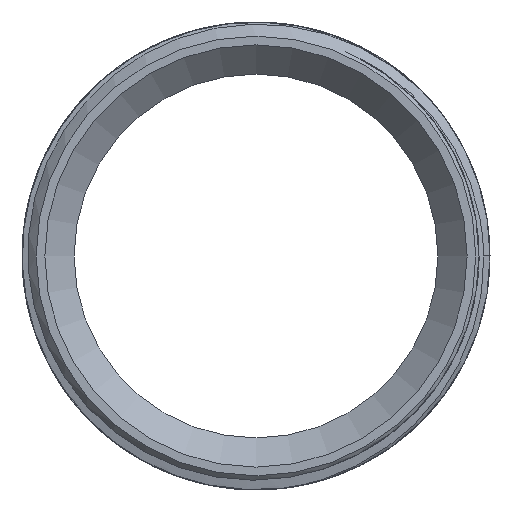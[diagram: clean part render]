
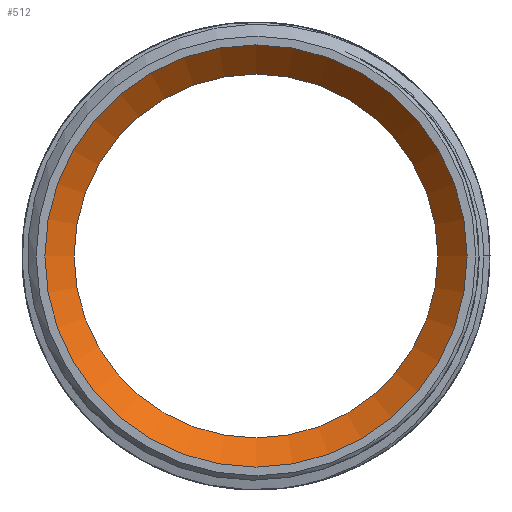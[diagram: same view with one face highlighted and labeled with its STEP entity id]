
A CAD part, left-side view. The second image highlights one B-rep face of the part: STEP entity #512.
In plain terms, the highlighted conical face has half-angle 45 degrees and reference radius 32.512 mm.
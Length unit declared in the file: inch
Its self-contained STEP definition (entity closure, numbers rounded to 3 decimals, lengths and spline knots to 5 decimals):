
#32=CONICAL_SURFACE('',#576,1.28,0.785);
#61=FACE_OUTER_BOUND('',#93,.T.);
#93=EDGE_LOOP('',(#453,#454,#455,#456));
#108=CIRCLE('',#563,1.185);
#115=CIRCLE('',#577,1.375);
#172=LINE('',#4403,#188);
#188=VECTOR('',#676,1.28);
#227=VERTEX_POINT('',#1424);
#239=VERTEX_POINT('',#4402);
#291=EDGE_CURVE('',#227,#227,#108,.T.);
#314=EDGE_CURVE('',#227,#239,#172,.T.);
#315=EDGE_CURVE('',#239,#239,#115,.T.);
#453=ORIENTED_EDGE('',*,*,#291,.T.);
#454=ORIENTED_EDGE('',*,*,#314,.T.);
#455=ORIENTED_EDGE('',*,*,#315,.F.);
#456=ORIENTED_EDGE('',*,*,#314,.F.);
#512=ADVANCED_FACE('',(#61),#32,.F.);
#563=AXIS2_PLACEMENT_3D('',#1426,#648,#649);
#576=AXIS2_PLACEMENT_3D('',#4401,#674,#675);
#577=AXIS2_PLACEMENT_3D('',#4404,#677,#678);
#648=DIRECTION('center_axis',(1.,0.,0.));
#649=DIRECTION('ref_axis',(0.,0.,-1.));
#674=DIRECTION('center_axis',(-1.,0.,0.));
#675=DIRECTION('ref_axis',(0.,1.,0.));
#676=DIRECTION('',(-0.707,-0.707,0.));
#677=DIRECTION('center_axis',(1.,0.,0.));
#678=DIRECTION('ref_axis',(0.,0.,-1.));
#1424=CARTESIAN_POINT('',(0.19,-1.185,0.));
#1426=CARTESIAN_POINT('Origin',(0.19,0.,0.));
#4401=CARTESIAN_POINT('Origin',(0.095,0.,0.));
#4402=CARTESIAN_POINT('',(0.,-1.375,0.));
#4403=CARTESIAN_POINT('',(0.095,-1.28,0.));
#4404=CARTESIAN_POINT('Origin',(0.,0.,0.));
